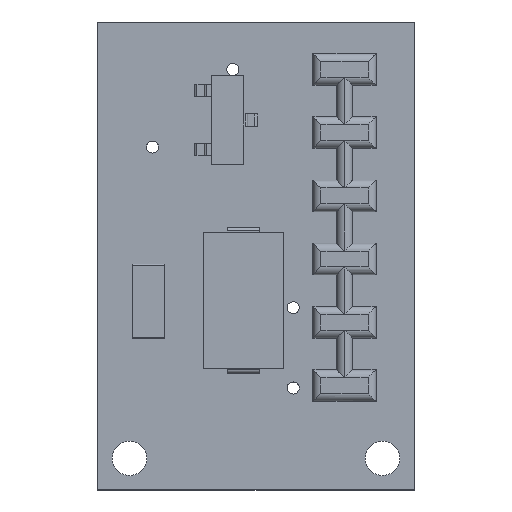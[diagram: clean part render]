
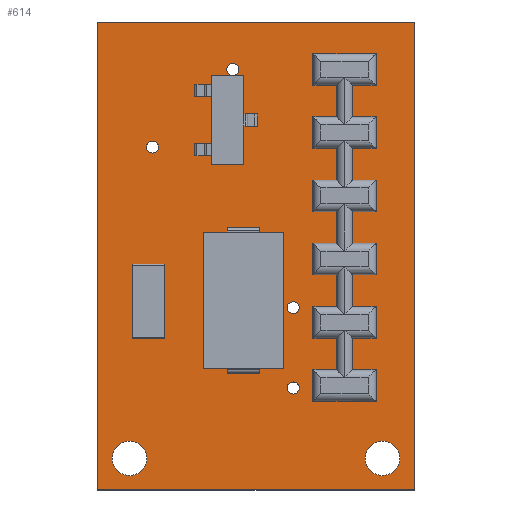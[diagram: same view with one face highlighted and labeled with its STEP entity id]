
A CAD part, top view. The second image highlights one B-rep face of the part: STEP entity #614.
In plain terms, the highlighted planar face has unit normal (0, 0, 1).
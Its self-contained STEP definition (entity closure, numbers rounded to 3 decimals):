
#71 = VERTEX_POINT('',#72);
#72 = CARTESIAN_POINT('',(-120.,110.,0.43));
#78 = EDGE_CURVE('',#71,#79,#81,.T.);
#79 = VERTEX_POINT('',#80);
#80 = CARTESIAN_POINT('',(-130.,110.,0.43));
#81 = LINE('',#82,#83);
#82 = CARTESIAN_POINT('',(-120.,110.,0.43));
#83 = VECTOR('',#84,1.);
#84 = DIRECTION('',(-1.,0.,0.));
#111 = VERTEX_POINT('',#112);
#112 = CARTESIAN_POINT('',(-120.,95.2,0.43));
#118 = EDGE_CURVE('',#111,#71,#119,.T.);
#119 = LINE('',#120,#121);
#120 = CARTESIAN_POINT('',(-120.,95.2,0.43));
#121 = VECTOR('',#122,1.);
#122 = DIRECTION('',(0.,1.,0.));
#140 = EDGE_CURVE('',#79,#141,#143,.T.);
#141 = VERTEX_POINT('',#142);
#142 = CARTESIAN_POINT('',(-130.,95.2,0.43));
#143 = LINE('',#144,#145);
#144 = CARTESIAN_POINT('',(-130.,110.,0.43));
#145 = VECTOR('',#146,1.);
#146 = DIRECTION('',(0.,-1.,0.));
#171 = EDGE_CURVE('',#141,#111,#172,.T.);
#172 = LINE('',#173,#174);
#173 = CARTESIAN_POINT('',(-130.,95.2,0.43));
#174 = VECTOR('',#175,1.);
#175 = DIRECTION('',(1.,0.,0.));
#204 = VERTEX_POINT('',#205);
#205 = CARTESIAN_POINT('',(-125.54,108.5,0.43));
#211 = EDGE_CURVE('',#212,#204,#214,.T.);
#212 = VERTEX_POINT('',#213);
#213 = CARTESIAN_POINT('',(-125.921,108.5,0.43));
#214 = CIRCLE('',#215,0.191);
#215 = AXIS2_PLACEMENT_3D('',#216,#217,#218);
#216 = CARTESIAN_POINT('',(-125.73,108.5,0.43));
#217 = DIRECTION('',(0.,0.,1.));
#218 = DIRECTION('',(1.,0.,0.));
#233 = EDGE_CURVE('',#204,#212,#234,.T.);
#234 = CIRCLE('',#235,0.191);
#235 = AXIS2_PLACEMENT_3D('',#236,#237,#238);
#236 = CARTESIAN_POINT('',(-125.73,108.5,0.43));
#237 = DIRECTION('',(0.,0.,1.));
#238 = DIRECTION('',(1.,0.,0.));
#269 = VERTEX_POINT('',#270);
#270 = CARTESIAN_POINT('',(-120.454,96.2,0.43));
#276 = EDGE_CURVE('',#277,#269,#279,.T.);
#277 = VERTEX_POINT('',#278);
#278 = CARTESIAN_POINT('',(-121.546,96.2,0.43));
#279 = CIRCLE('',#280,0.546);
#280 = AXIS2_PLACEMENT_3D('',#281,#282,#283);
#281 = CARTESIAN_POINT('',(-121.,96.2,0.43));
#282 = DIRECTION('',(0.,0.,1.));
#283 = DIRECTION('',(1.,0.,0.));
#298 = EDGE_CURVE('',#269,#277,#299,.T.);
#299 = CIRCLE('',#300,0.546);
#300 = AXIS2_PLACEMENT_3D('',#301,#302,#303);
#301 = CARTESIAN_POINT('',(-121.,96.2,0.43));
#302 = DIRECTION('',(0.,0.,1.));
#303 = DIRECTION('',(1.,0.,0.));
#334 = VERTEX_POINT('',#335);
#335 = CARTESIAN_POINT('',(-123.635,98.425,0.43));
#341 = EDGE_CURVE('',#342,#334,#344,.T.);
#342 = VERTEX_POINT('',#343);
#343 = CARTESIAN_POINT('',(-124.016,98.425,0.43));
#344 = CIRCLE('',#345,0.191);
#345 = AXIS2_PLACEMENT_3D('',#346,#347,#348);
#346 = CARTESIAN_POINT('',(-123.825,98.425,0.43));
#347 = DIRECTION('',(0.,0.,1.));
#348 = DIRECTION('',(1.,0.,0.));
#363 = EDGE_CURVE('',#334,#342,#364,.T.);
#364 = CIRCLE('',#365,0.191);
#365 = AXIS2_PLACEMENT_3D('',#366,#367,#368);
#366 = CARTESIAN_POINT('',(-123.825,98.425,0.43));
#367 = DIRECTION('',(0.,0.,1.));
#368 = DIRECTION('',(1.,0.,0.));
#399 = VERTEX_POINT('',#400);
#400 = CARTESIAN_POINT('',(-123.635,100.965,0.43));
#406 = EDGE_CURVE('',#407,#399,#409,.T.);
#407 = VERTEX_POINT('',#408);
#408 = CARTESIAN_POINT('',(-124.016,100.965,0.43));
#409 = CIRCLE('',#410,0.191);
#410 = AXIS2_PLACEMENT_3D('',#411,#412,#413);
#411 = CARTESIAN_POINT('',(-123.825,100.965,0.43));
#412 = DIRECTION('',(0.,0.,1.));
#413 = DIRECTION('',(1.,0.,0.));
#428 = EDGE_CURVE('',#399,#407,#429,.T.);
#429 = CIRCLE('',#430,0.191);
#430 = AXIS2_PLACEMENT_3D('',#431,#432,#433);
#431 = CARTESIAN_POINT('',(-123.825,100.965,0.43));
#432 = DIRECTION('',(0.,0.,1.));
#433 = DIRECTION('',(1.,0.,0.));
#464 = VERTEX_POINT('',#465);
#465 = CARTESIAN_POINT('',(-128.454,96.2,0.43));
#471 = EDGE_CURVE('',#472,#464,#474,.T.);
#472 = VERTEX_POINT('',#473);
#473 = CARTESIAN_POINT('',(-129.546,96.2,0.43));
#474 = CIRCLE('',#475,0.546);
#475 = AXIS2_PLACEMENT_3D('',#476,#477,#478);
#476 = CARTESIAN_POINT('',(-129.,96.2,0.43));
#477 = DIRECTION('',(0.,0.,1.));
#478 = DIRECTION('',(1.,0.,0.));
#493 = EDGE_CURVE('',#464,#472,#494,.T.);
#494 = CIRCLE('',#495,0.546);
#495 = AXIS2_PLACEMENT_3D('',#496,#497,#498);
#496 = CARTESIAN_POINT('',(-129.,96.2,0.43));
#497 = DIRECTION('',(0.,0.,1.));
#498 = DIRECTION('',(1.,0.,0.));
#529 = VERTEX_POINT('',#530);
#530 = CARTESIAN_POINT('',(-128.08,106.045,0.43));
#536 = EDGE_CURVE('',#537,#529,#539,.T.);
#537 = VERTEX_POINT('',#538);
#538 = CARTESIAN_POINT('',(-128.461,106.045,0.43));
#539 = CIRCLE('',#540,0.191);
#540 = AXIS2_PLACEMENT_3D('',#541,#542,#543);
#541 = CARTESIAN_POINT('',(-128.27,106.045,0.43));
#542 = DIRECTION('',(0.,0.,1.));
#543 = DIRECTION('',(1.,0.,0.));
#558 = EDGE_CURVE('',#529,#537,#559,.T.);
#559 = CIRCLE('',#560,0.191);
#560 = AXIS2_PLACEMENT_3D('',#561,#562,#563);
#561 = CARTESIAN_POINT('',(-128.27,106.045,0.43));
#562 = DIRECTION('',(0.,0.,1.));
#563 = DIRECTION('',(1.,0.,0.));
#614 = ADVANCED_FACE('',(#615,#621,#625,#629,#633,#637,#641),#645,.F.);
#615 = FACE_BOUND('',#616,.F.);
#616 = EDGE_LOOP('',(#617,#618,#619,#620));
#617 = ORIENTED_EDGE('',*,*,#78,.F.);
#618 = ORIENTED_EDGE('',*,*,#118,.F.);
#619 = ORIENTED_EDGE('',*,*,#171,.F.);
#620 = ORIENTED_EDGE('',*,*,#140,.F.);
#621 = FACE_BOUND('',#622,.F.);
#622 = EDGE_LOOP('',(#623,#624));
#623 = ORIENTED_EDGE('',*,*,#233,.T.);
#624 = ORIENTED_EDGE('',*,*,#211,.T.);
#625 = FACE_BOUND('',#626,.F.);
#626 = EDGE_LOOP('',(#627,#628));
#627 = ORIENTED_EDGE('',*,*,#298,.T.);
#628 = ORIENTED_EDGE('',*,*,#276,.T.);
#629 = FACE_BOUND('',#630,.F.);
#630 = EDGE_LOOP('',(#631,#632));
#631 = ORIENTED_EDGE('',*,*,#363,.T.);
#632 = ORIENTED_EDGE('',*,*,#341,.T.);
#633 = FACE_BOUND('',#634,.F.);
#634 = EDGE_LOOP('',(#635,#636));
#635 = ORIENTED_EDGE('',*,*,#428,.T.);
#636 = ORIENTED_EDGE('',*,*,#406,.T.);
#637 = FACE_BOUND('',#638,.F.);
#638 = EDGE_LOOP('',(#639,#640));
#639 = ORIENTED_EDGE('',*,*,#493,.T.);
#640 = ORIENTED_EDGE('',*,*,#471,.T.);
#641 = FACE_BOUND('',#642,.F.);
#642 = EDGE_LOOP('',(#643,#644));
#643 = ORIENTED_EDGE('',*,*,#558,.T.);
#644 = ORIENTED_EDGE('',*,*,#536,.T.);
#645 = PLANE('',#646);
#646 = AXIS2_PLACEMENT_3D('',#647,#648,#649);
#647 = CARTESIAN_POINT('',(-120.,110.,0.43));
#648 = DIRECTION('',(0.,0.,-1.));
#649 = DIRECTION('',(-1.,0.,0.));
